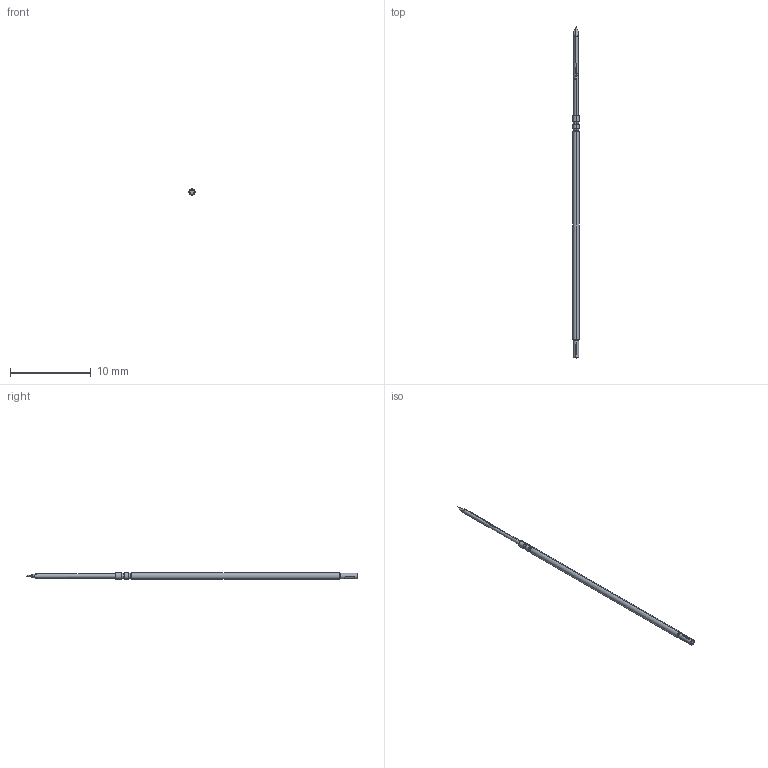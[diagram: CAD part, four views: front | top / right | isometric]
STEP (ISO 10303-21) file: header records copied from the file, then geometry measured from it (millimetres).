
FILE_DESCRIPTION (( 'STEP AP203' ), '1' );
FILE_NAME ('INGUN_S-039_291_050_A_xx00_L.STEP', '2022-01-27T11:28:19', ( 'ochi' ), ( '' ), 'SwSTEP 2.0', 'SolidWorks 2018', '' );
FILE_SCHEMA (( 'CONFIG_CONTROL_DESIGN' ));
Length unit declared in the file: millimetre
Products named in the file (1): INGUN_S-039_291_050_A_xx00_L
Bounding box: 0.78 x 41.02 x 0.78 mm (x, y, z)
Volume: 15.6 mm3; surface area: 93.9 mm2
Topology: 1 solids, 1 shells, 139 faces, 365 edges, 235 vertices
Faces by surface type: plane 53, cylinder 36, bspline 34, torus 16
Entity records: 5372 total; most frequent: CARTESIAN_POINT 2096, ORIENTED_EDGE 730, DIRECTION 593, EDGE_CURVE 365, AXIS2_PLACEMENT_3D 240, VERTEX_POINT 235, EDGE_LOOP 146, ADVANCED_FACE 139
